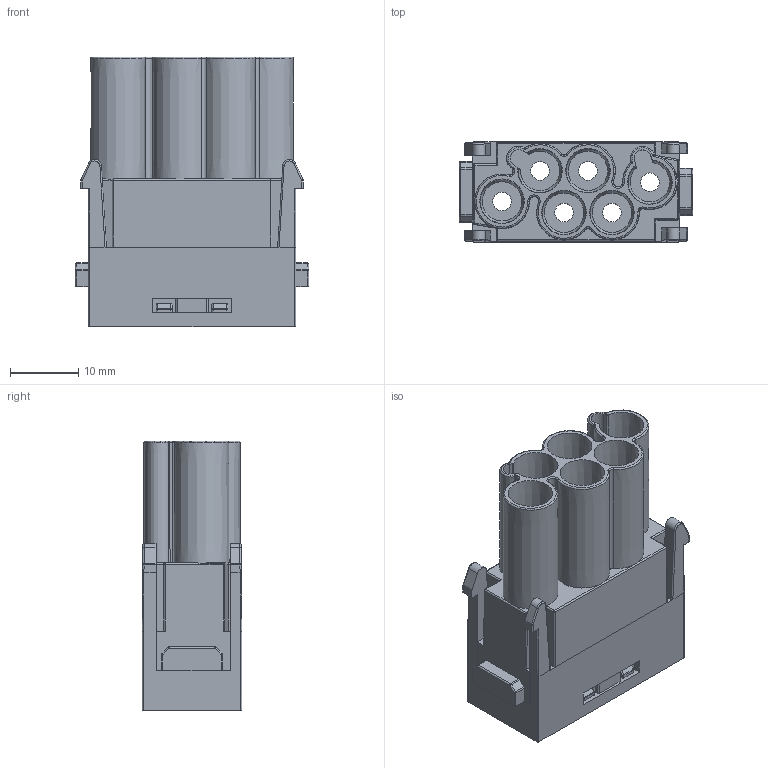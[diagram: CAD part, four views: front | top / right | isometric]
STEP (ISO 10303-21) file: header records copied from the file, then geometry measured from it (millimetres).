
FILE_DESCRIPTION(/* description */ (''),/* implementation_level */ '2;1');
FILE_NAME(/* name */ 'HVME-006-MC.stp',/* time_stamp */ '2023-09-18T16:23:50+08:00',/* author */ (''),/* organization */ (''),/* preprocessor_version */ 'ST-DEVELOPER v16',/* originating_system */ 'SIEMENS PLM Software NX 10.0',/* authorisation */ '');
FILE_SCHEMA (('AUTOMOTIVE_DESIGN { 1 0 10303 214 3 1 1 1 }'));
Length unit declared in the file: millimetre
Products named in the file (1): Admi16F8F3C4yu9l
Bounding box: 34.1 x 14.6 x 39.4 mm (x, y, z)
Volume: 7778 mm3; surface area: 12239.3 mm2
Topology: 1 solids, 3 shells, 681 faces, 1831 edges, 1141 vertices
Faces by surface type: plane 239, cylinder 230, bspline 87, torus 60, cone 42, sphere 16, revolution 7
Full cylindrical faces by diameter (mm): 1.75 x2, 2.7 x6, 2.8 x4, 3.3 x4, 5 x6
Entity records: 26936 total; most frequent: CARTESIAN_POINT 10924, ORIENTED_EDGE 3496, DIRECTION 3153, EDGE_CURVE 1748, AXIS2_PLACEMENT_3D 1232, VERTEX_POINT 1124, EDGE_LOOP 758, LINE 682
